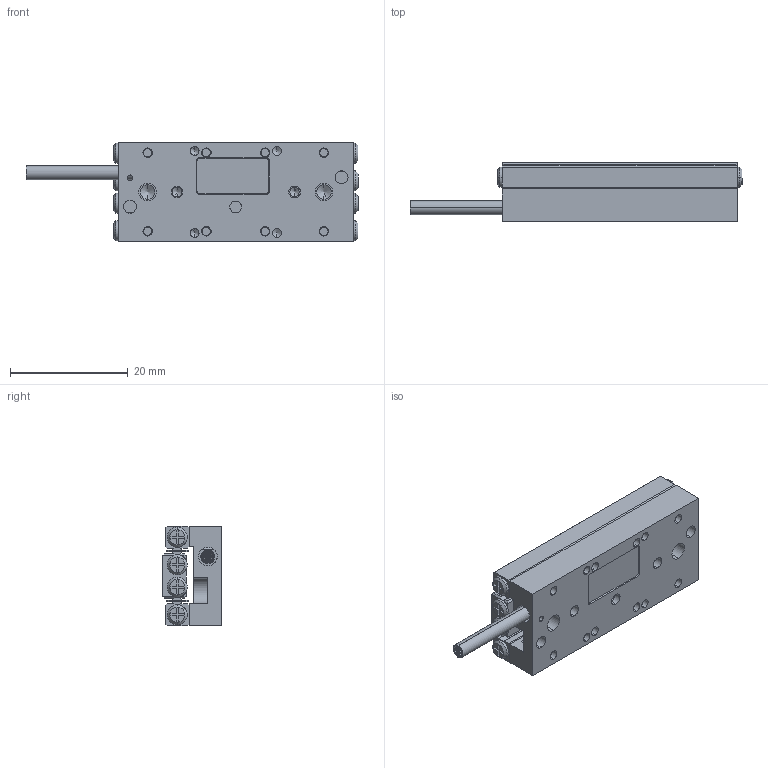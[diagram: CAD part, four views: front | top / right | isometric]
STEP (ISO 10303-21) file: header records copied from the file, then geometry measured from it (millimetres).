
FILE_DESCRIPTION (( 'STEP AP214' ), '1' );
FILE_NAME ('PP-18-13300.STEP', '2022-01-19T01:13:05', ( '' ), ( '' ), 'SwSTEP 2.0', 'SolidWorks 2020', '' );
FILE_SCHEMA (( 'AUTOMOTIVE_DESIGN' ));
Length unit declared in the file: millimetre
Products named in the file (9): NB Slide Way SVW 1000 Center Way_SVW 1040; PPS-20, Back Cover, Master Part; PP-18-13300; PP-18, Base, Master Part_40; NB Slide Way SVW 1000 Cage_SVW 1040-11Z Custom; SCREW, MS-PPH, M-JCIS_M1.6 x 0.35 x 4mm; NB Slide Way SVW 1000 Rail_SVW 1040; 130160 Bearing, NB, Slide Way, SVW 1000_SVW 1040-11Z Custom (Rigid at Center); TFC-421 Silver Braided Cable_L30
Assembly tree (17 placements, depth 3):
  PP-18-13300
    PP-18, Base, Master Part_40
    130160 Bearing, NB, Slide Way, SVW 1000_SVW 1040-11Z Custom (Rigid at Center)
      NB Slide Way SVW 1000 Rail_SVW 1040  x2
      NB Slide Way SVW 1000 Center Way_SVW 1040
      NB Slide Way SVW 1000 Cage_SVW 1040-11Z Custom  x2
    PPS-20, Back Cover, Master Part
    SCREW, MS-PPH, M-JCIS_M1.6 x 0.35 x 4mm  x8
    TFC-421 Silver Braided Cable_L30
Bounding box: 56.5 x 10 x 17 mm (x, y, z)
Volume: 5060.5 mm3; surface area: 7542 mm2
Topology: 29 solids, 29 shells, 791 faces, 1973 edges, 1268 vertices
Faces by surface type: plane 470, cylinder 201, cone 48, torus 48, bspline 24
Entity records: 53555 total; most frequent: CARTESIAN_POINT 40727, DIRECTION 2355, ORIENTED_EDGE 2274, EDGE_CURVE 1137, AXIS2_PLACEMENT_3D 815, VERTEX_POINT 738, LINE 725, VECTOR 725
